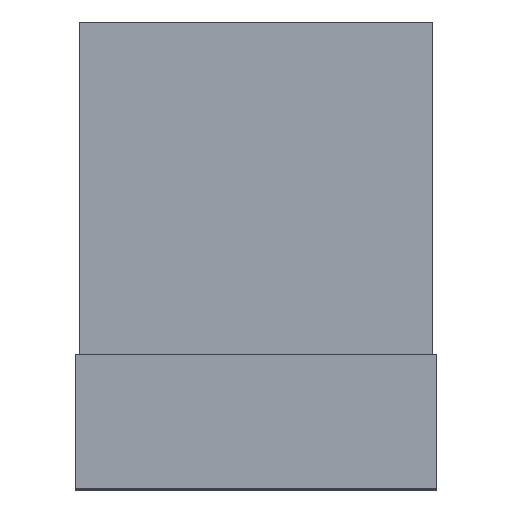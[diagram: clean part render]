
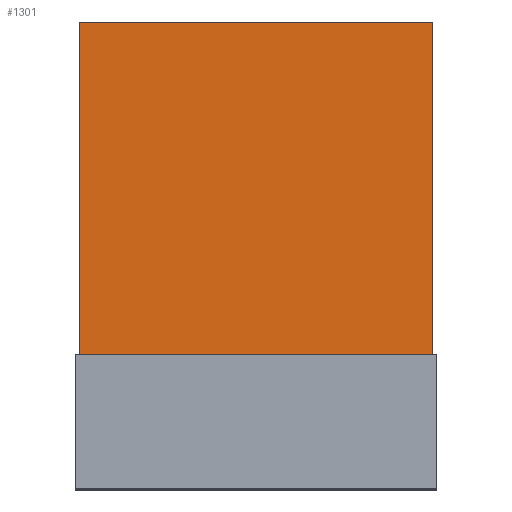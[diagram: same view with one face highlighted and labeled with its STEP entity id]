
A CAD part, top view. The second image highlights one B-rep face of the part: STEP entity #1301.
In plain terms, the highlighted planar face has unit normal (0, 0, 1).
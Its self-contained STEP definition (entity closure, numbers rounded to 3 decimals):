
#73 = DIRECTION ( 'NONE',  ( -1., 0., 0. ) ) ;
#109 = CARTESIAN_POINT ( 'NONE',  ( -0.25, 0.65, 0.55 ) ) ;
#290 = CARTESIAN_POINT ( 'NONE',  ( -0.25, 0.18, 0.55 ) ) ;
#523 = EDGE_CURVE ( 'NONE', #1366, #2877, #2028, .T. ) ;
#703 = ORIENTED_EDGE ( 'NONE', *, *, #3300, .T. ) ;
#880 = CARTESIAN_POINT ( 'NONE',  ( 0.25, 0.64, 0.55 ) ) ;
#989 = CARTESIAN_POINT ( 'NONE',  ( 0.25, 0.18, 0.55 ) ) ;
#1100 = DIRECTION ( 'NONE',  ( 1., 0., 0. ) ) ;
#1301 = ADVANCED_FACE ( 'NONE', ( #2844 ), #1406, .F. ) ;
#1366 = VERTEX_POINT ( 'NONE', #109 ) ;
#1406 = PLANE ( 'NONE',  #2358 ) ;
#1435 = VECTOR ( 'NONE', #1100, 1000. ) ;
#1601 = LINE ( 'NONE', #2078, #1984 ) ;
#1619 = EDGE_LOOP ( 'NONE', ( #703, #1841, #2792, #2223 ) ) ;
#1841 = ORIENTED_EDGE ( 'NONE', *, *, #523, .F. ) ;
#1883 = EDGE_CURVE ( 'NONE', #1366, #2625, #3240, .T. ) ;
#1898 = DIRECTION ( 'NONE',  ( 0., -1., 0. ) ) ;
#1905 = CARTESIAN_POINT ( 'NONE',  ( 0.25, 0.65, 0.55 ) ) ;
#1919 = DIRECTION ( 'NONE',  ( 0., 0., -1. ) ) ;
#1984 = VECTOR ( 'NONE', #3160, 1000. ) ;
#1995 = LINE ( 'NONE', #2037, #3230 ) ;
#2028 = LINE ( 'NONE', #2094, #1435 ) ;
#2037 = CARTESIAN_POINT ( 'NONE',  ( 0.25, 0.18, 0.55 ) ) ;
#2078 = CARTESIAN_POINT ( 'NONE',  ( 0.25, 0.64, 0.55 ) ) ;
#2094 = CARTESIAN_POINT ( 'NONE',  ( 0.25, 0.65, 0.55 ) ) ;
#2223 = ORIENTED_EDGE ( 'NONE', *, *, #2607, .F. ) ;
#2229 = VECTOR ( 'NONE', #1898, 1000. ) ;
#2358 = AXIS2_PLACEMENT_3D ( 'NONE', #880, #1919, #3199 ) ;
#2607 = EDGE_CURVE ( 'NONE', #2998, #2625, #1995, .T. ) ;
#2625 = VERTEX_POINT ( 'NONE', #290 ) ;
#2792 = ORIENTED_EDGE ( 'NONE', *, *, #1883, .T. ) ;
#2844 = FACE_OUTER_BOUND ( 'NONE', #1619, .T. ) ;
#2877 = VERTEX_POINT ( 'NONE', #1905 ) ;
#2998 = VERTEX_POINT ( 'NONE', #989 ) ;
#3154 = CARTESIAN_POINT ( 'NONE',  ( -0.25, 0.64, 0.55 ) ) ;
#3160 = DIRECTION ( 'NONE',  ( 0., 1., 0. ) ) ;
#3199 = DIRECTION ( 'NONE',  ( -1., 0., 0. ) ) ;
#3230 = VECTOR ( 'NONE', #73, 1000. ) ;
#3240 = LINE ( 'NONE', #3154, #2229 ) ;
#3300 = EDGE_CURVE ( 'NONE', #2998, #2877, #1601, .T. ) ;
